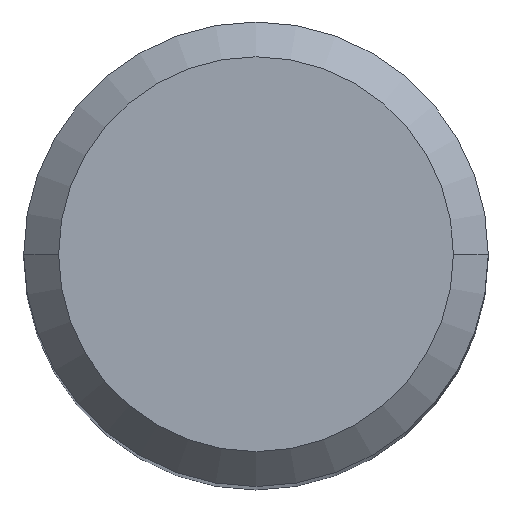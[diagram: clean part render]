
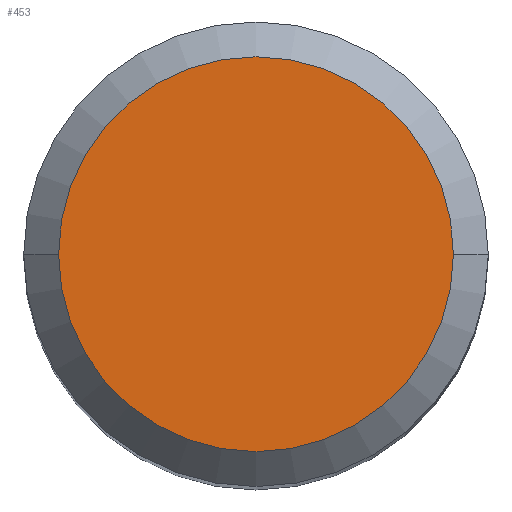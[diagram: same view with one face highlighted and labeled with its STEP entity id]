
A CAD part, top view. The second image highlights one B-rep face of the part: STEP entity #453.
In plain terms, the highlighted planar face has unit normal (0, 0, 1).
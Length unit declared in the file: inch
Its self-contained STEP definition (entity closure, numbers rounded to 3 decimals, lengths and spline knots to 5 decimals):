
#25 = CARTESIAN_POINT ( 'NONE',  ( 0., 0., 0. ) ) ;
#64 = CIRCLE ( 'NONE', #121, 0.16732 ) ;
#115 = DIRECTION ( 'NONE',  ( 0., 0., 1. ) ) ;
#121 = AXIS2_PLACEMENT_3D ( 'NONE', #472, #115, #433 ) ;
#140 = PLANE ( 'NONE',  #267 ) ;
#154 = AXIS2_PLACEMENT_3D ( 'NONE', #198, #194, #237 ) ;
#171 = DIRECTION ( 'NONE',  ( 0., 0., -1. ) ) ;
#176 = CARTESIAN_POINT ( 'NONE',  ( 0.16732, 0., 0. ) ) ;
#181 = ORIENTED_EDGE ( 'NONE', *, *, #272, .T. ) ;
#184 = VERTEX_POINT ( 'NONE', #176 ) ;
#191 = CIRCLE ( 'NONE', #154, 0.16732 ) ;
#194 = DIRECTION ( 'NONE',  ( 0., 0., 1. ) ) ;
#198 = CARTESIAN_POINT ( 'NONE',  ( 0., 0., 0. ) ) ;
#237 = DIRECTION ( 'NONE',  ( 1., 0., 0. ) ) ;
#249 = CARTESIAN_POINT ( 'NONE',  ( -0.16732, 0., 0. ) ) ;
#250 = ORIENTED_EDGE ( 'NONE', *, *, #411, .T. ) ;
#267 = AXIS2_PLACEMENT_3D ( 'NONE', #25, #171, #324 ) ;
#272 = EDGE_CURVE ( 'NONE', #468, #184, #64, .T. ) ;
#286 = EDGE_LOOP ( 'NONE', ( #181, #250 ) ) ;
#324 = DIRECTION ( 'NONE',  ( -1., 0., 0. ) ) ;
#333 = FACE_OUTER_BOUND ( 'NONE', #286, .T. ) ;
#411 = EDGE_CURVE ( 'NONE', #184, #468, #191, .T. ) ;
#433 = DIRECTION ( 'NONE',  ( 1., 0., 0. ) ) ;
#453 = ADVANCED_FACE ( 'NONE', ( #333 ), #140, .F. ) ;
#468 = VERTEX_POINT ( 'NONE', #249 ) ;
#472 = CARTESIAN_POINT ( 'NONE',  ( 0., 0., 0. ) ) ;
